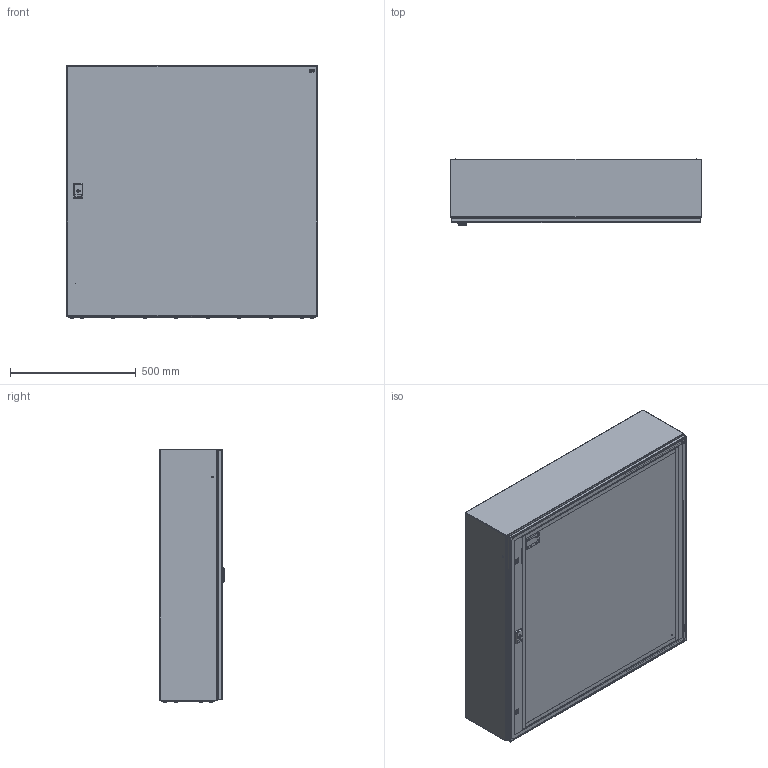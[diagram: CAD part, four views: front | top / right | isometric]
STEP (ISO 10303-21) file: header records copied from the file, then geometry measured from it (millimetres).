
FILE_DESCRIPTION((''),'2;1');
FILE_NAME('GT_100_100_25_ASM_1_1_ASM','2021-11-04T',('marketing.praksa'),('Audax d.o.o.'),'CREO PARAMETRIC BY PTC INC, 2017480','CREO PARAMETRIC BY PTC INC, 2017480','');
FILE_SCHEMA(('AUTOMOTIVE_DESIGN { 1 0 10303 214 1 1 1 1 }'));
Products named in the file (75): DRZWI_1_2_3_4__155_1_1; DRZWI_1_2_3_4__156_1_1; ZAWIAS_3_ST47_002_ELEMENT-578_4; ZAWIAS_3_ST47_002_ELEMENT-578_5; DRZWI_1_2_3_4__157_1_1; DRZWI_1_2_3_4__158_1_1; DRZWI_1_2_3_4__159_1_1; DRZWI_1_2_3_4_160_1_1; ZAWIAS_3_ST47_002_ELEMENT-578_6; DRZWI_1_2_3_4_161_1_1; DRZWI_1_2_3_4_162_1_1; DRZWI_1_2_3_4_163_1_1; DRZWI_1_2_3_4_165_1_1; ANSI_B27_7M_3CMI-4-57878_1_1_1; ANSI_B27_7M_3CMI-4-57879_1_1_1; ANSI_B27_7M_3CMI-4-57880_1_1_1; DRZWI_1_2_3_4_167_1_1; DRZWI_1_2_3_4_168_1_1; DRZWI_1_2_3_4_169_1_1; DRZWI_1_2_3__170_1_1; DRZWI_1_2_3__171_1_1; DRZWI_1_2_3__172_1_1; DRZWI_1_2_3__173_1_1; DRZWI_1_2_3__174_1_1; DRZWI_1_2_3__175_1_1; DRZWI_1_2_3__176_1_1; DRZWI_1_2_3__177_1_1; DRZWI_1_2_3__178_1_1; DRZWI_1_2_3__179_1_1; DRZWI_1_2_3_180_1_1; DRZWI_1_2_3_181_1_1; DRZWI_1_2_3_182_1_1; DRZWI_1_2_3_183_1_1; DRZWI_1_2_3_184_1_1; DRZWI_1_2_3_185_1_1; DRZWI_1_2_3_186_1_1; DRZWI_1_2_3_187_1_1; DRZWI_1_2_3_188_1_1; DRZWI_1_2_3_189_1_1; DRZWI_1_2__190_1_1 ...
Assembly tree (85 placements, depth 2):
  GT_100_100_25_ASM_1_1_ASM
    DRZWI_1_2_3_4__155_1_1
    DRZWI_1_2_3_4__156_1_1
    ZAWIAS_3_ST47_002_ELEMENT-578_4
    ZAWIAS_3_ST47_002_ELEMENT-578_5
    DRZWI_1_2_3_4__157_1_1
    DRZWI_1_2_3_4__158_1_1
    DRZWI_1_2_3_4__159_1_1
    DRZWI_1_2_3_4_160_1_1
    ZAWIAS_3_ST47_002_ELEMENT-578_6
    DRZWI_1_2_3_4_161_1_1
    DRZWI_1_2_3_4_162_1_1
    DRZWI_1_2_3_4_163_1_1
    DRZWI_1_2_3_4_165_1_1
    ANSI_B27_7M_3CMI-4-57878_1_1_1
    ANSI_B27_7M_3CMI-4-57879_1_1_1
    ANSI_B27_7M_3CMI-4-57880_1_1_1
    DRZWI_1_2_3_4_167_1_1
    DRZWI_1_2_3_4_168_1_1
    DRZWI_1_2_3_4_169_1_1
    DRZWI_1_2_3__170_1_1
    DRZWI_1_2_3__171_1_1
    DRZWI_1_2_3__172_1_1
    DRZWI_1_2_3__173_1_1
    DRZWI_1_2_3__174_1_1
    DRZWI_1_2_3__175_1_1
    DRZWI_1_2_3__176_1_1
    DRZWI_1_2_3__177_1_1
    DRZWI_1_2_3__178_1_1
    DRZWI_1_2_3__179_1_1
    DRZWI_1_2_3_180_1_1
    DRZWI_1_2_3_181_1_1
    DRZWI_1_2_3_182_1_1
    DRZWI_1_2_3_183_1_1
    DRZWI_1_2_3_184_1_1
    DRZWI_1_2_3_185_1_1
    DRZWI_1_2_3_186_1_1
    DRZWI_1_2_3_187_1_1
    DRZWI_1_2_3_188_1_1
    DRZWI_1_2_3_189_1_1
    DRZWI_1_2__190_1_1
    DRZWI_1_2__191_1_1
    DRZWI_1_2_3_4_166_1_1_1
    DRZWI_1_2_3_4_166_1_2_1
    DRZWI_1_2_3_4_166_1_3_1
    ETI_LOGO_1_1_1_1_1_2_3_4_5_6_19
    ETI_LOGO_2_1_1_1_1_2_3_4_5_6_19
    ETI_LOGO_3_1_1_1_1_2_3_4_5_6_19
    KOR_GT_100-100-25_1_1
    PRZEPUST_1_2_3_4_5_6_7_8_9_10_4
    ZAWIAS_1_2_3_4_5_6_7_8_9_10_1_5  x3
    TULEJA_1_2_3_4_5_6_7_8_9_10_1_5  x4
    PLYTA_1_2_3_4_5_6_7_8_9_10_1__3
    NAKRETKA_M8_1_2_3_4_5_6_7_8___3  x4
    ZASLEPKA_10_7_1_2_3_4_5_6_7___5  x4
    SCREWS_100_100_25_1_1_1
    SCREWS_100_100_25_1_1_2
    SCREWS_100_100_25_1_1_3
    SCREWS_100_100_25_1_1_4
    SCREWS_100_100_25_1_1_5
Bounding box: 1000 x 261.71 x 1008.44 mm (x, y, z)
Volume: 6897871.9 mm3; surface area: 8808529.3 mm2
Topology: 64 solids, 104 shells, 3878 faces, 10838 edges, 7257 vertices
Faces by surface type: plane 1700, cylinder 1552, torus 210, cone 152, extrusion 136, sphere 76, bspline 52
Entity records: 160348 total; most frequent: CARTESIAN_POINT 25297, DIRECTION 19190, ORIENTED_EDGE 17823, PRESENTATION_STYLE_ASSIGNMENT 10667, STYLED_ITEM 9760, CURVE_STYLE 8960, EDGE_CURVE 8960, AXIS2_PLACEMENT_3D 7300
